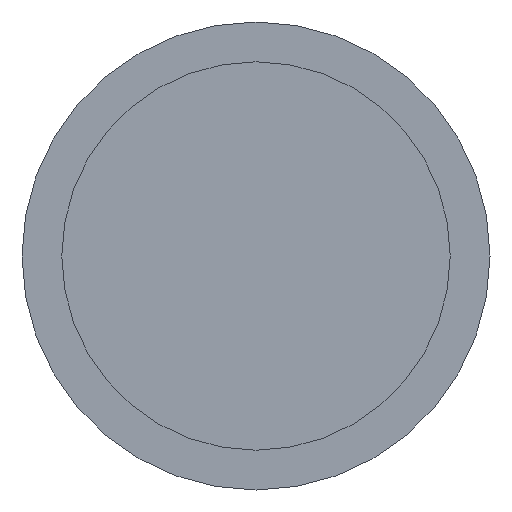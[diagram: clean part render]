
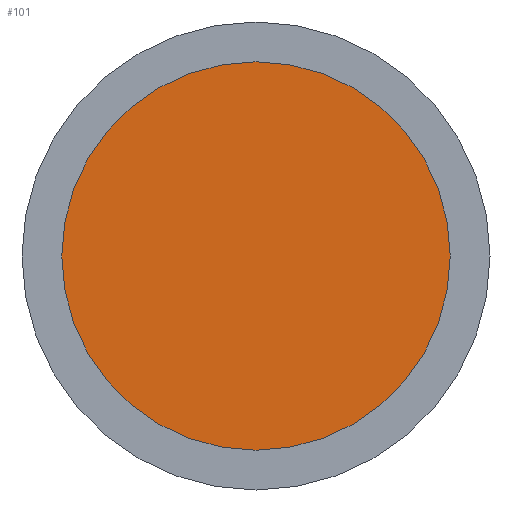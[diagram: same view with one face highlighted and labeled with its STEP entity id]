
A CAD part, front view. The second image highlights one B-rep face of the part: STEP entity #101.
In plain terms, the highlighted planar face has unit normal (0, -1, 0).
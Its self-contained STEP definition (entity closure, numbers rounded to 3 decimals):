
#101 = ADVANCED_FACE( '', ( #210 ), #211, .F. );
#210 = FACE_OUTER_BOUND( '', #345, .T. );
#211 = PLANE( '', #346 );
#345 = EDGE_LOOP( '', ( #533 ) );
#346 = AXIS2_PLACEMENT_3D( '', #534, #535, #536 );
#533 = ORIENTED_EDGE( '', *, *, #555, .T. );
#534 = CARTESIAN_POINT( '', ( 20.75, 3., 0. ) );
#535 = DIRECTION( '', ( 0., 1., 0. ) );
#536 = DIRECTION( '', ( 0., 0., 1. ) );
#555 = EDGE_CURVE( '', #634, #634, #635, .T. );
#634 = VERTEX_POINT( '', #740 );
#635 = CIRCLE( '', #741, 20.75 );
#740 = CARTESIAN_POINT( '', ( 0., 3., -20.75 ) );
#741 = AXIS2_PLACEMENT_3D( '', #855, #856, #857 );
#855 = CARTESIAN_POINT( '', ( 0., 3., 0. ) );
#856 = DIRECTION( '', ( 0., -1., 0. ) );
#857 = DIRECTION( '', ( 0., 0., -1. ) );
